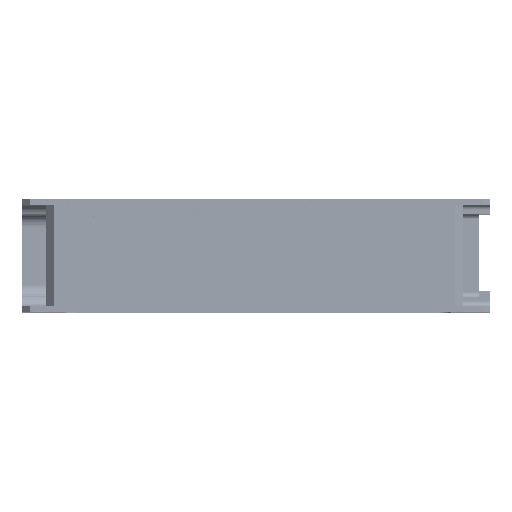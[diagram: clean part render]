
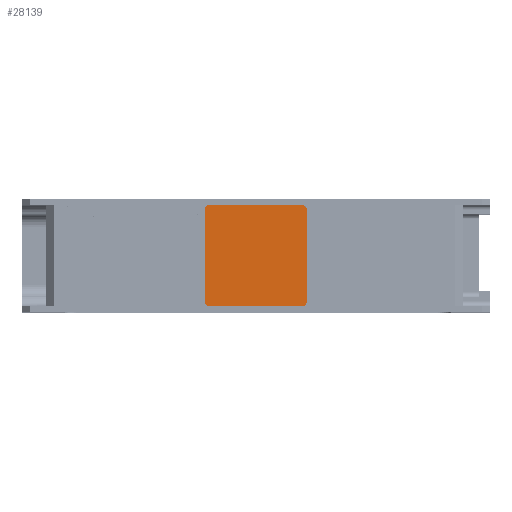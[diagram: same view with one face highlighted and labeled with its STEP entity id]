
A CAD part, top view. The second image highlights one B-rep face of the part: STEP entity #28139.
In plain terms, the highlighted planar face has unit normal (0, 0, 1).
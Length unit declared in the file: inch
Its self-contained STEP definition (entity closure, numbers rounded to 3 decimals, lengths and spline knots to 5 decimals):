
#4590=CIRCLE('',#31398,0.09);
#4595=CIRCLE('',#31413,0.09);
#4596=CIRCLE('',#31416,0.09);
#4597=CIRCLE('',#31418,0.09);
#5405=FACE_OUTER_BOUND('',#8354,.T.);
#8354=EDGE_LOOP('',(#24807,#24808,#24809,#24810,#24811,#24812,#24813,#24814));
#10061=LINE('',#46503,#12001);
#10293=LINE('',#47133,#12233);
#10300=LINE('',#47149,#12240);
#10311=LINE('',#47178,#12251);
#12001=VECTOR('',#38105,0.3937);
#12233=VECTOR('',#38781,0.3937);
#12240=VECTOR('',#38796,0.3937);
#12251=VECTOR('',#38829,0.3937);
#15161=VERTEX_POINT('',#46500);
#15162=VERTEX_POINT('',#46502);
#15337=VERTEX_POINT('',#47127);
#15338=VERTEX_POINT('',#47131);
#15342=VERTEX_POINT('',#47146);
#15343=VERTEX_POINT('',#47148);
#15349=VERTEX_POINT('',#47172);
#15350=VERTEX_POINT('',#47176);
#18366=EDGE_CURVE('',#15161,#15162,#10061,.T.);
#18680=EDGE_CURVE('',#15337,#15161,#4590,.T.);
#18682=EDGE_CURVE('',#15338,#15337,#10293,.T.);
#18690=EDGE_CURVE('',#15342,#15343,#10300,.T.);
#18703=EDGE_CURVE('',#15349,#15338,#4595,.T.);
#18705=EDGE_CURVE('',#15350,#15349,#10311,.T.);
#18706=EDGE_CURVE('',#15343,#15350,#4596,.T.);
#18707=EDGE_CURVE('',#15162,#15342,#4597,.T.);
#24807=ORIENTED_EDGE('',*,*,#18680,.F.);
#24808=ORIENTED_EDGE('',*,*,#18682,.F.);
#24809=ORIENTED_EDGE('',*,*,#18703,.F.);
#24810=ORIENTED_EDGE('',*,*,#18705,.F.);
#24811=ORIENTED_EDGE('',*,*,#18706,.F.);
#24812=ORIENTED_EDGE('',*,*,#18690,.F.);
#24813=ORIENTED_EDGE('',*,*,#18707,.F.);
#24814=ORIENTED_EDGE('',*,*,#18366,.F.);
#27320=PLANE('',#31419);
#28139=ADVANCED_FACE('',(#5405),#27320,.T.);
#31398=AXIS2_PLACEMENT_3D('',#47129,#38776,#38777);
#31413=AXIS2_PLACEMENT_3D('',#47174,#38824,#38825);
#31416=AXIS2_PLACEMENT_3D('',#47180,#38832,#38833);
#31418=AXIS2_PLACEMENT_3D('',#47182,#38836,#38837);
#31419=AXIS2_PLACEMENT_3D('',#47183,#38838,#38839);
#38105=DIRECTION('',(-1.,0.,0.));
#38776=DIRECTION('center_axis',(0.,0.,-1.));
#38777=DIRECTION('ref_axis',(0.,-1.,0.));
#38781=DIRECTION('',(0.,-1.,0.));
#38796=DIRECTION('',(0.,1.,0.));
#38824=DIRECTION('center_axis',(0.,0.,-1.));
#38825=DIRECTION('ref_axis',(1.,0.,0.));
#38829=DIRECTION('',(1.,0.,0.));
#38832=DIRECTION('center_axis',(0.,0.,-1.));
#38833=DIRECTION('ref_axis',(0.,1.,0.));
#38836=DIRECTION('center_axis',(0.,0.,-1.));
#38837=DIRECTION('ref_axis',(-1.,0.,0.));
#38838=DIRECTION('center_axis',(0.,0.,1.));
#38839=DIRECTION('ref_axis',(-1.,0.,0.));
#46500=CARTESIAN_POINT('',(-12.83552,0.1,3.14068));
#46502=CARTESIAN_POINT('',(-14.42552,0.1,3.14068));
#46503=CARTESIAN_POINT('',(-12.83552,0.1,3.14068));
#47127=CARTESIAN_POINT('',(-12.74552,0.19,3.14068));
#47129=CARTESIAN_POINT('Origin',(-12.83552,0.19,3.14068));
#47131=CARTESIAN_POINT('',(-12.74552,1.77,3.14068));
#47133=CARTESIAN_POINT('',(-12.74552,1.77,3.14068));
#47146=CARTESIAN_POINT('',(-14.51552,0.19,3.14068));
#47148=CARTESIAN_POINT('',(-14.51552,1.77,3.14068));
#47149=CARTESIAN_POINT('',(-14.51552,0.19,3.14068));
#47172=CARTESIAN_POINT('',(-12.83552,1.86,3.14068));
#47174=CARTESIAN_POINT('Origin',(-12.83552,1.77,3.14068));
#47176=CARTESIAN_POINT('',(-14.42552,1.86,3.14068));
#47178=CARTESIAN_POINT('',(-14.42552,1.86,3.14068));
#47180=CARTESIAN_POINT('Origin',(-14.42552,1.77,3.14068));
#47182=CARTESIAN_POINT('Origin',(-14.42552,0.19,3.14068));
#47183=CARTESIAN_POINT('Origin',(-13.63052,0.98,3.14068));
